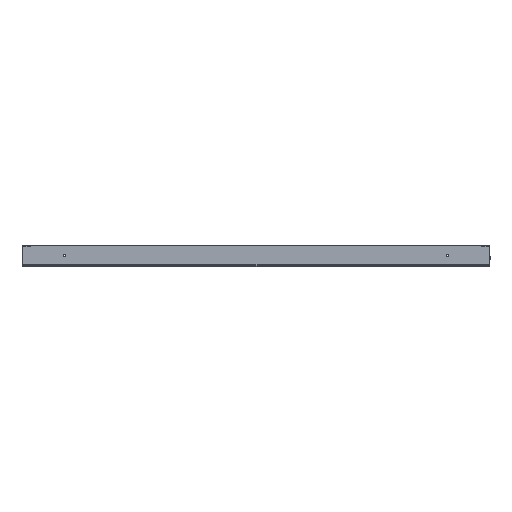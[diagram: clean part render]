
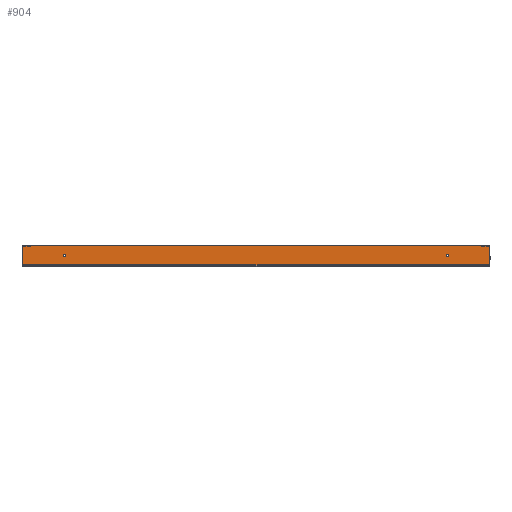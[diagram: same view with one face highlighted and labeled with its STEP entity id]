
A CAD part, front view. The second image highlights one B-rep face of the part: STEP entity #904.
In plain terms, the highlighted planar face has unit normal (0, -1, 0).
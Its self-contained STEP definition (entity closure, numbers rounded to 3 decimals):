
#186 = CARTESIAN_POINT ( 'NONE',  ( 547.929, -900., 47. ) ) ;
#381 = PLANE ( 'NONE',  #15635 ) ;
#904 = ADVANCED_FACE ( 'NONE', ( #20114, #12977, #22411 ), #381, .F. ) ;
#1022 = DIRECTION ( 'NONE',  ( 0., 1., 0. ) ) ;
#1058 = DIRECTION ( 'NONE',  ( 0., 0., 1. ) ) ;
#1378 = EDGE_CURVE ( 'NONE', #5220, #14863, #10298, .T. ) ;
#1547 = DIRECTION ( 'NONE',  ( 0., 0., 1. ) ) ;
#1605 = VERTEX_POINT ( 'NONE', #5448 ) ;
#2274 = ORIENTED_EDGE ( 'NONE', *, *, #18556, .F. ) ;
#3505 = ORIENTED_EDGE ( 'NONE', *, *, #1378, .T. ) ;
#3527 = EDGE_CURVE ( 'NONE', #1605, #22306, #4079, .T. ) ;
#3551 = DIRECTION ( 'NONE',  ( 0., 0., 1. ) ) ;
#4079 = LINE ( 'NONE', #21765, #20342 ) ;
#4169 = CARTESIAN_POINT ( 'NONE',  ( -547.929, -900., 0. ) ) ;
#5220 = VERTEX_POINT ( 'NONE', #17817 ) ;
#5448 = CARTESIAN_POINT ( 'NONE',  ( 546.929, -900., 48. ) ) ;
#5642 = ORIENTED_EDGE ( 'NONE', *, *, #23685, .T. ) ;
#6565 = CARTESIAN_POINT ( 'NONE',  ( -450., -900., 27. ) ) ;
#6768 = EDGE_LOOP ( 'NONE', ( #16854, #26005, #14143, #2274, #3505, #13235 ) ) ;
#7274 = VERTEX_POINT ( 'NONE', #16412 ) ;
#7486 = CIRCLE ( 'NONE', #10255, 1. ) ;
#8291 = VERTEX_POINT ( 'NONE', #20066 ) ;
#8329 = DIRECTION ( 'NONE',  ( 0., -1., 0. ) ) ;
#8393 = CARTESIAN_POINT ( 'NONE',  ( -546.929, -900., 48. ) ) ;
#8543 = EDGE_LOOP ( 'NONE', ( #17653, #9469 ) ) ;
#8647 = DIRECTION ( 'NONE',  ( 0., 0., 1. ) ) ;
#8722 = VECTOR ( 'NONE', #21032, 1000. ) ;
#9469 = ORIENTED_EDGE ( 'NONE', *, *, #28162, .T. ) ;
#9629 = DIRECTION ( 'NONE',  ( 0., -1., 0. ) ) ;
#9653 = VERTEX_POINT ( 'NONE', #15074 ) ;
#9764 = AXIS2_PLACEMENT_3D ( 'NONE', #11552, #18503, #13830 ) ;
#9905 = CARTESIAN_POINT ( 'NONE',  ( 450., -900., 24. ) ) ;
#10019 = DIRECTION ( 'NONE',  ( -1., 0., 0. ) ) ;
#10255 = AXIS2_PLACEMENT_3D ( 'NONE', #23408, #8329, #3551 ) ;
#10260 = EDGE_LOOP ( 'NONE', ( #23442, #5642 ) ) ;
#10298 = LINE ( 'NONE', #12301, #8722 ) ;
#10472 = DIRECTION ( 'NONE',  ( 0., 1., 0. ) ) ;
#10513 = DIRECTION ( 'NONE',  ( -1., 0., 0. ) ) ;
#10845 = AXIS2_PLACEMENT_3D ( 'NONE', #23298, #25611, #1547 ) ;
#11307 = CIRCLE ( 'NONE', #10845, 3. ) ;
#11552 = CARTESIAN_POINT ( 'NONE',  ( -450., -900., 24. ) ) ;
#11688 = CARTESIAN_POINT ( 'NONE',  ( 450., -900., 27. ) ) ;
#11905 = VERTEX_POINT ( 'NONE', #11688 ) ;
#11957 = EDGE_CURVE ( 'NONE', #14863, #1605, #7486, .T. ) ;
#12269 = EDGE_CURVE ( 'NONE', #11905, #9653, #19066, .T. ) ;
#12301 = CARTESIAN_POINT ( 'NONE',  ( 547.929, -900., 0. ) ) ;
#12671 = EDGE_CURVE ( 'NONE', #8291, #27167, #21715, .T. ) ;
#12977 = FACE_BOUND ( 'NONE', #10260, .T. ) ;
#13235 = ORIENTED_EDGE ( 'NONE', *, *, #11957, .T. ) ;
#13386 = VERTEX_POINT ( 'NONE', #6565 ) ;
#13743 = CIRCLE ( 'NONE', #14655, 3. ) ;
#13830 = DIRECTION ( 'NONE',  ( 0., 0., 1. ) ) ;
#14143 = ORIENTED_EDGE ( 'NONE', *, *, #12671, .F. ) ;
#14257 = EDGE_CURVE ( 'NONE', #22306, #27167, #20469, .T. ) ;
#14383 = VECTOR ( 'NONE', #14729, 1000. ) ;
#14655 = AXIS2_PLACEMENT_3D ( 'NONE', #18577, #1022, #27553 ) ;
#14729 = DIRECTION ( 'NONE',  ( 0., 0., 1. ) ) ;
#14863 = VERTEX_POINT ( 'NONE', #186 ) ;
#15074 = CARTESIAN_POINT ( 'NONE',  ( 450., -900., 21. ) ) ;
#15635 = AXIS2_PLACEMENT_3D ( 'NONE', #26913, #21853, #8647 ) ;
#16412 = CARTESIAN_POINT ( 'NONE',  ( -450., -900., 21. ) ) ;
#16854 = ORIENTED_EDGE ( 'NONE', *, *, #3527, .T. ) ;
#17653 = ORIENTED_EDGE ( 'NONE', *, *, #18813, .T. ) ;
#17817 = CARTESIAN_POINT ( 'NONE',  ( 547.929, -900., 2. ) ) ;
#18503 = DIRECTION ( 'NONE',  ( 0., 1., 0. ) ) ;
#18556 = EDGE_CURVE ( 'NONE', #5220, #8291, #21105, .T. ) ;
#18577 = CARTESIAN_POINT ( 'NONE',  ( -450., -900., 24. ) ) ;
#18760 = DIRECTION ( 'NONE',  ( 0., 0., 1. ) ) ;
#18813 = EDGE_CURVE ( 'NONE', #13386, #7274, #13743, .T. ) ;
#19063 = VECTOR ( 'NONE', #10513, 1000. ) ;
#19066 = CIRCLE ( 'NONE', #28334, 3. ) ;
#19767 = CARTESIAN_POINT ( 'NONE',  ( -547.929, -900., 47. ) ) ;
#19951 = CIRCLE ( 'NONE', #9764, 3. ) ;
#20066 = CARTESIAN_POINT ( 'NONE',  ( -547.929, -900., 2. ) ) ;
#20114 = FACE_BOUND ( 'NONE', #8543, .T. ) ;
#20342 = VECTOR ( 'NONE', #10019, 1000. ) ;
#20469 = CIRCLE ( 'NONE', #26406, 1. ) ;
#21032 = DIRECTION ( 'NONE',  ( 0., 0., 1. ) ) ;
#21105 = LINE ( 'NONE', #25726, #19063 ) ;
#21715 = LINE ( 'NONE', #4169, #14383 ) ;
#21765 = CARTESIAN_POINT ( 'NONE',  ( 0., -900., 48. ) ) ;
#21853 = DIRECTION ( 'NONE',  ( 0., 1., 0. ) ) ;
#22306 = VERTEX_POINT ( 'NONE', #8393 ) ;
#22411 = FACE_OUTER_BOUND ( 'NONE', #6768, .T. ) ;
#23298 = CARTESIAN_POINT ( 'NONE',  ( 450., -900., 24. ) ) ;
#23408 = CARTESIAN_POINT ( 'NONE',  ( 546.929, -900., 47. ) ) ;
#23442 = ORIENTED_EDGE ( 'NONE', *, *, #12269, .T. ) ;
#23685 = EDGE_CURVE ( 'NONE', #9653, #11905, #11307, .T. ) ;
#25611 = DIRECTION ( 'NONE',  ( 0., 1., 0. ) ) ;
#25726 = CARTESIAN_POINT ( 'NONE',  ( -550., -900., 2. ) ) ;
#26005 = ORIENTED_EDGE ( 'NONE', *, *, #14257, .T. ) ;
#26406 = AXIS2_PLACEMENT_3D ( 'NONE', #27457, #9629, #18760 ) ;
#26913 = CARTESIAN_POINT ( 'NONE',  ( 0., -900., 0. ) ) ;
#27167 = VERTEX_POINT ( 'NONE', #19767 ) ;
#27457 = CARTESIAN_POINT ( 'NONE',  ( -546.929, -900., 47. ) ) ;
#27553 = DIRECTION ( 'NONE',  ( 0., 0., 1. ) ) ;
#28162 = EDGE_CURVE ( 'NONE', #7274, #13386, #19951, .T. ) ;
#28334 = AXIS2_PLACEMENT_3D ( 'NONE', #9905, #10472, #1058 ) ;
